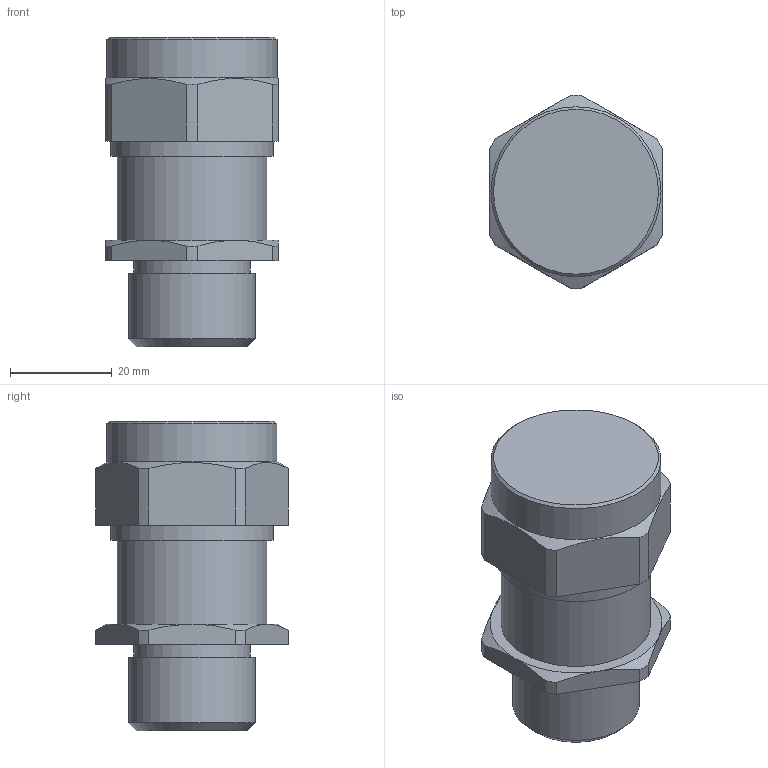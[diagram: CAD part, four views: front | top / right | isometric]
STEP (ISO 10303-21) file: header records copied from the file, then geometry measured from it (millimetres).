
FILE_DESCRIPTION((''),'2;1');
FILE_NAME('КНВЗ2M.stp','2021-10-29T15:38:19',('v.v.tulinov'),(''),'Autodesk Inventor 2012','Autodesk Inventor 2012','');
FILE_SCHEMA(('AUTOMOTIVE_DESIGN { 1 0 10303 214 1 1 1 1 }'));
Length unit declared in the file: millimetre
Products named in the file (1): КНВЗ1
Bounding box: 34 x 38 x 61 mm (x, y, z)
Volume: 45147.7 mm3; surface area: 8466.4 mm2
Topology: 1 solids, 1 shells, 45 faces, 106 edges, 68 vertices
Faces by surface type: plane 19, cylinder 17, cone 9
Full cylindrical faces by diameter (mm): 23 x1, 25 x1, 29.5 x1, 32 x1, 33.5 x1
Entity records: 1300 total; most frequent: CARTESIAN_POINT 244, DIRECTION 212, ORIENTED_EDGE 192, EDGE_CURVE 96, AXIS2_PLACEMENT_3D 88, VERTEX_POINT 66, EDGE_LOOP 58, STYLED_ITEM 46
